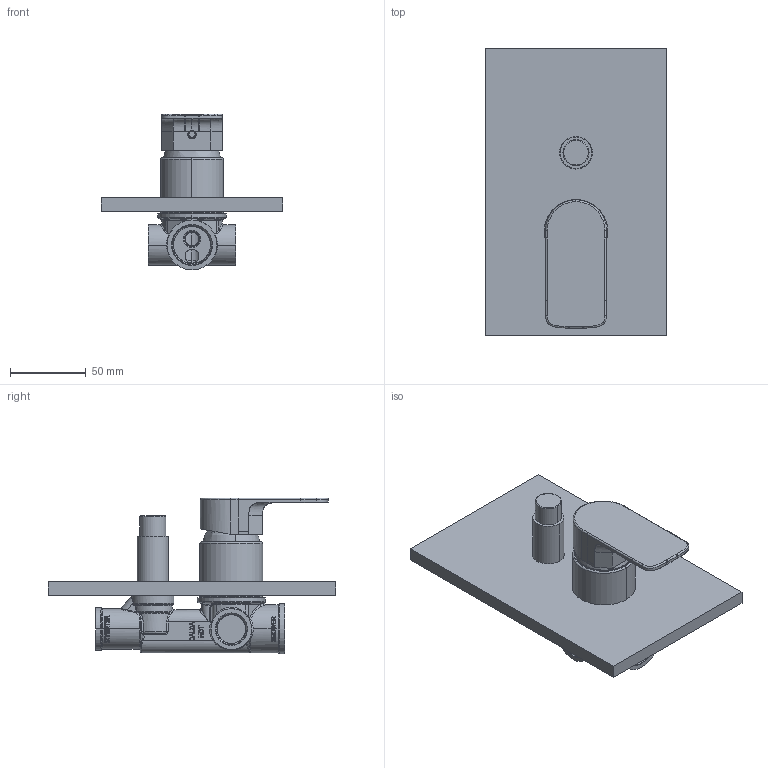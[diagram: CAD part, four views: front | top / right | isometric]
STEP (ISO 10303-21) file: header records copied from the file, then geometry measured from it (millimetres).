
FILE_DESCRIPTION (( 'STEP AP214' ), '1' );
FILE_NAME ('3188.STEP', '2025-02-07T08:30:59', ( '' ), ( '' ), 'SwSTEP 2.0', 'SolidWorks 2018', '' );
FILE_SCHEMA (( 'AUTOMOTIVE_DESIGN' ));
Length unit declared in the file: millimetre
Products named in the file (8): 888_1; 3188; XX188_; 983_F; XX188; 0102018800; 0100300000; 0101900801
Assembly tree (7 placements, depth 3):
  3188
    XX188
      XX188_
      983_F
      888_1
      0101900801
    0102018800
    0100300000
Bounding box: 120 x 190 x 102.95 mm (x, y, z)
Volume: 129856.4 mm3; surface area: 120359 mm2
Topology: 8 solids, 8 shells, 1572 faces, 4218 edges, 2722 vertices
Faces by surface type: bspline 529, plane 469, cylinder 419, cone 89, torus 44, sphere 22
Entity records: 78287 total; most frequent: CARTESIAN_POINT 44797, ORIENTED_EDGE 8400, DIRECTION 4478, EDGE_CURVE 4200, VERTEX_POINT 2722, B_SPLINE_CURVE_WITH_KNOTS 2423, AXIS2_PLACEMENT_3D 1684, EDGE_LOOP 1678
